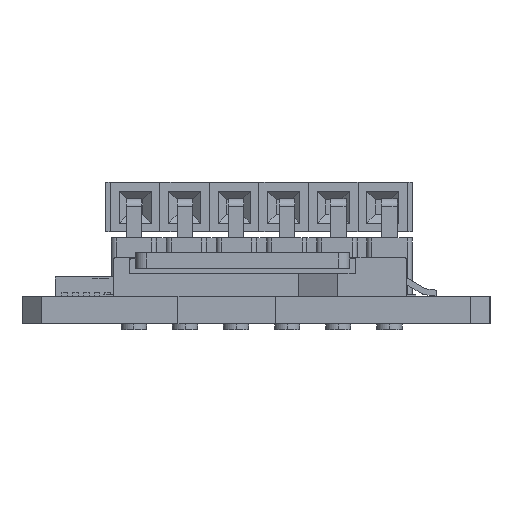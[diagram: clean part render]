
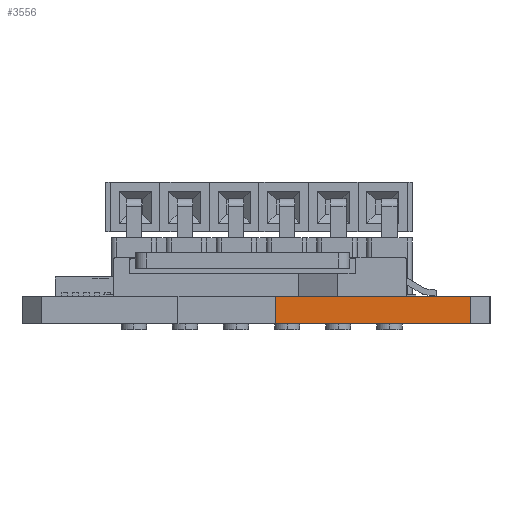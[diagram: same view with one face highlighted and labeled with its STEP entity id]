
A CAD part, left-side view. The second image highlights one B-rep face of the part: STEP entity #3556.
In plain terms, the highlighted planar face has unit normal (-1, 0, 0).
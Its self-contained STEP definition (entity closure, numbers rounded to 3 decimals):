
#1877 = PLANE ( 'NONE',  #9742 ) ;
#2010 = EDGE_CURVE ( 'NONE', #11950, #21699, #24105, .T. ) ;
#2697 = CARTESIAN_POINT ( 'NONE',  ( -17.624, -10., 0. ) ) ;
#3112 = EDGE_CURVE ( 'NONE', #12384, #15505, #16085, .T. ) ;
#3556 = ADVANCED_FACE ( 'NONE', ( #15373 ), #1877, .F. ) ;
#5367 = DIRECTION ( 'NONE',  ( 0., -1., 0. ) ) ;
#5910 = LINE ( 'NONE', #6170, #22855 ) ;
#6170 = CARTESIAN_POINT ( 'NONE',  ( -17.624, 0., 0. ) ) ;
#8086 = VECTOR ( 'NONE', #14521, 1000. ) ;
#8192 = ORIENTED_EDGE ( 'NONE', *, *, #2010, .T. ) ;
#9482 = VECTOR ( 'NONE', #5367, 1000. ) ;
#9662 = DIRECTION ( 'NONE',  ( 1., 0., 0. ) ) ;
#9742 = AXIS2_PLACEMENT_3D ( 'NONE', #21213, #9662, #11752 ) ;
#10241 = CARTESIAN_POINT ( 'NONE',  ( -17.624, 0., 1.4 ) ) ;
#11679 = EDGE_CURVE ( 'NONE', #11950, #15505, #17411, .T. ) ;
#11752 = DIRECTION ( 'NONE',  ( 0., 1., 0. ) ) ;
#11950 = VERTEX_POINT ( 'NONE', #14807 ) ;
#11990 = ORIENTED_EDGE ( 'NONE', *, *, #3112, .T. ) ;
#12198 = DIRECTION ( 'NONE',  ( 0., 0., -1. ) ) ;
#12384 = VERTEX_POINT ( 'NONE', #2697 ) ;
#13116 = CARTESIAN_POINT ( 'NONE',  ( -17.624, 0., 0. ) ) ;
#14521 = DIRECTION ( 'NONE',  ( 0., 0., 1. ) ) ;
#14807 = CARTESIAN_POINT ( 'NONE',  ( -17.624, 0., 1.4 ) ) ;
#15274 = EDGE_CURVE ( 'NONE', #21699, #12384, #5910, .T. ) ;
#15373 = FACE_OUTER_BOUND ( 'NONE', #21640, .T. ) ;
#15505 = VERTEX_POINT ( 'NONE', #24817 ) ;
#16085 = LINE ( 'NONE', #23985, #8086 ) ;
#16620 = ORIENTED_EDGE ( 'NONE', *, *, #11679, .F. ) ;
#17411 = LINE ( 'NONE', #25308, #9482 ) ;
#19765 = DIRECTION ( 'NONE',  ( 0., -1., 0. ) ) ;
#21213 = CARTESIAN_POINT ( 'NONE',  ( -17.624, 0., 1.4 ) ) ;
#21640 = EDGE_LOOP ( 'NONE', ( #11990, #16620, #8192, #22635 ) ) ;
#21699 = VERTEX_POINT ( 'NONE', #13116 ) ;
#22635 = ORIENTED_EDGE ( 'NONE', *, *, #15274, .T. ) ;
#22855 = VECTOR ( 'NONE', #19765, 1000. ) ;
#22951 = VECTOR ( 'NONE', #12198, 1000. ) ;
#23985 = CARTESIAN_POINT ( 'NONE',  ( -17.624, -10., 1.4 ) ) ;
#24105 = LINE ( 'NONE', #10241, #22951 ) ;
#24817 = CARTESIAN_POINT ( 'NONE',  ( -17.624, -10., 1.4 ) ) ;
#25308 = CARTESIAN_POINT ( 'NONE',  ( -17.624, 0., 1.4 ) ) ;
